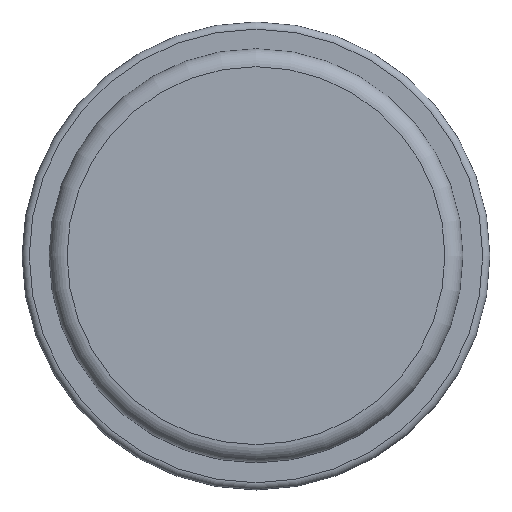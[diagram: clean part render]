
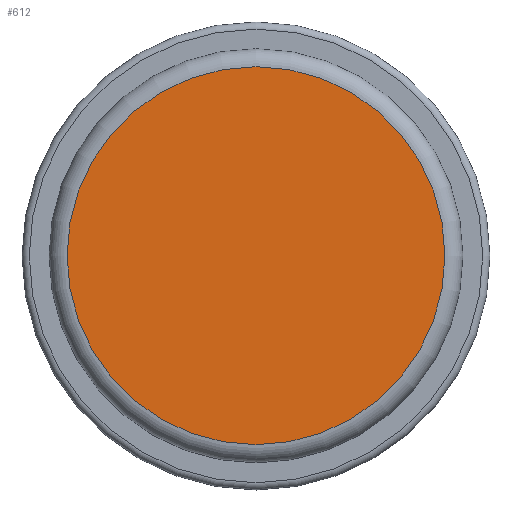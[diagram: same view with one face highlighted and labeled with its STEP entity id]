
A CAD part, top view. The second image highlights one B-rep face of the part: STEP entity #612.
In plain terms, the highlighted planar face has unit normal (0, 0, 1).
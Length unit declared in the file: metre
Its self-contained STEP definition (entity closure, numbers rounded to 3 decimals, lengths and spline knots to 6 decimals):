
#38=CIRCLE('',#678,0.00525);
#192=ORIENTED_EDGE('',*,*,#278,.F.);
#278=EDGE_CURVE('',#334,#334,#38,.T.);
#334=VERTEX_POINT('',#1024);
#496=EDGE_LOOP('',(#192));
#544=FACE_BOUND('',#496,.T.);
#579=PLANE('',#677);
#612=ADVANCED_FACE('',(#544),#579,.T.);
#677=AXIS2_PLACEMENT_3D('',#1022,#842,#843);
#678=AXIS2_PLACEMENT_3D('',#1023,#844,#845);
#842=DIRECTION('',(0.,0.,1.));
#843=DIRECTION('',(0.,-1.,0.));
#844=DIRECTION('',(0.,0.,-1.));
#845=DIRECTION('',(-1.,0.,0.));
#1022=CARTESIAN_POINT('',(-0.001,-0.0021,0.0112));
#1023=CARTESIAN_POINT('',(0.,0.,0.0112));
#1024=CARTESIAN_POINT('',(-0.00525,0.,0.0112));
